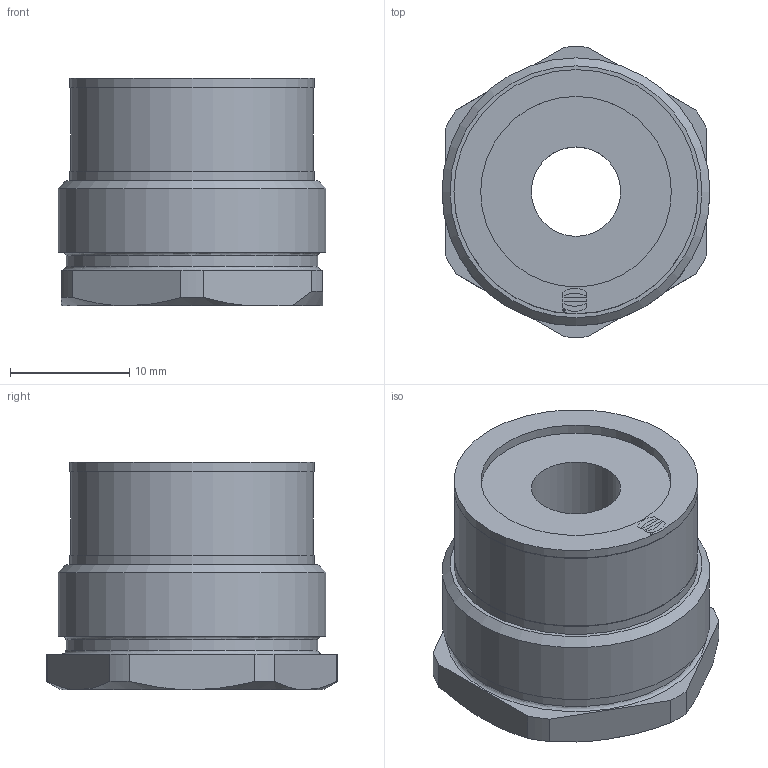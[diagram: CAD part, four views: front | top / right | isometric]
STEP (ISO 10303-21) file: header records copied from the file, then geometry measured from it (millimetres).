
FILE_DESCRIPTION(/* description */ (''),/* implementation_level */ '2;1');
FILE_NAME(/* name */ '100626195ugm000_a.stp',/* time_stamp */ '2015-06-10T07:45:20+02:00',/* author */ (''),/* organization */ (''),/* preprocessor_version */ 'ST-DEVELOPER v15',/* originating_system */ 'SIEMENS PLM Software NX 8.5',/* authorisation */ '');
FILE_SCHEMA (('AUTOMOTIVE_DESIGN { 1 0 10303 214 3 1 1 1 }'));
Length unit declared in the file: millimetre
Products named in the file (1): 100626195ugm000_a
Bounding box: 22.5 x 24.39 x 19.1 mm (x, y, z)
Volume: 3499.8 mm3; surface area: 2923.4 mm2
Topology: 1 solids, 1 shells, 45 faces, 192 edges, 253 vertices
Faces by surface type: plane 20, cylinder 15, cone 7, bspline 3
Full cylindrical faces by diameter (mm): 7.5 x1, 16 x2, 18.5 x1, 20.4 x1, 20.5 x2, 21.16 x1, 22.5 x1
Entity records: 2403 total; most frequent: CARTESIAN_POINT 598, DIRECTION 303, ORIENTED_EDGE 170, LINE 105, VECTOR 105, PRESENTATION_STYLE_ASSIGNMENT 104, AXIS2_PLACEMENT_3D 99, STYLED_ITEM 96
